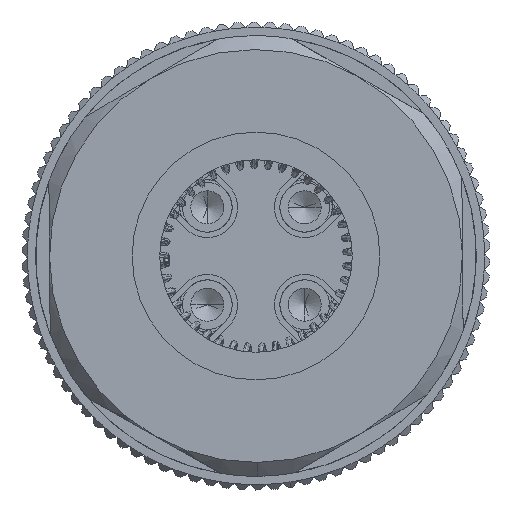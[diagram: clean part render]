
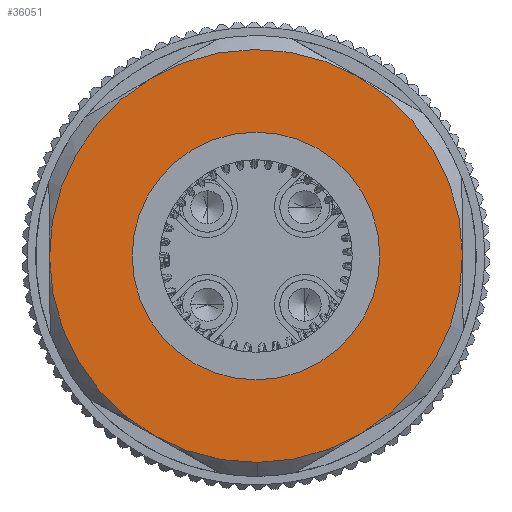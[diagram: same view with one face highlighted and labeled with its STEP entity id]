
A CAD part, left-side view. The second image highlights one B-rep face of the part: STEP entity #36051.
In plain terms, the highlighted planar face has unit normal (-1, 0, 0).
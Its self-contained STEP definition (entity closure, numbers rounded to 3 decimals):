
#506 = ORIENTED_EDGE ( 'NONE', *, *, #6338, .T. ) ;
#2121 = DIRECTION ( 'NONE',  ( 0., 0., -1. ) ) ;
#3225 = DIRECTION ( 'NONE',  ( -1., 0., 0. ) ) ;
#4667 = CIRCLE ( 'NONE', #36681, 4.5 ) ;
#5255 = CIRCLE ( 'NONE', #50580, 7.5 ) ;
#5839 = AXIS2_PLACEMENT_3D ( 'NONE', #58251, #52407, #51139 ) ;
#6166 = DIRECTION ( 'NONE',  ( 0., 0., 1. ) ) ;
#6338 = EDGE_CURVE ( 'NONE', #13362, #82224, #30887, .T. ) ;
#6965 = AXIS2_PLACEMENT_3D ( 'NONE', #12127, #38845, #71077 ) ;
#8130 = EDGE_CURVE ( 'NONE', #72573, #16978, #70758, .T. ) ;
#8286 = CARTESIAN_POINT ( 'NONE',  ( 0., 0., -4.5 ) ) ;
#12127 = CARTESIAN_POINT ( 'NONE',  ( 0., 0., 0. ) ) ;
#12329 = ORIENTED_EDGE ( 'NONE', *, *, #56266, .F. ) ;
#13362 = VERTEX_POINT ( 'NONE', #22498 ) ;
#13852 = DIRECTION ( 'NONE',  ( -1., 0., 0. ) ) ;
#16978 = VERTEX_POINT ( 'NONE', #8286 ) ;
#18787 = CARTESIAN_POINT ( 'NONE',  ( 0., 0., 0. ) ) ;
#20497 = EDGE_LOOP ( 'NONE', ( #25677, #26911, #506, #63512, #32654, #29067, #62637 ) ) ;
#22498 = CARTESIAN_POINT ( 'NONE',  ( 0., 0., -7.5 ) ) ;
#22850 = DIRECTION ( 'NONE',  ( 0., 0., -1. ) ) ;
#22939 = AXIS2_PLACEMENT_3D ( 'NONE', #25138, #13852, #25974 ) ;
#24243 = DIRECTION ( 'NONE',  ( -1., 0., 0. ) ) ;
#25138 = CARTESIAN_POINT ( 'NONE',  ( 0., 0., 0. ) ) ;
#25677 = ORIENTED_EDGE ( 'NONE', *, *, #65478, .T. ) ;
#25974 = DIRECTION ( 'NONE',  ( 0., 0., -1. ) ) ;
#26911 = ORIENTED_EDGE ( 'NONE', *, *, #81260, .T. ) ;
#28934 = EDGE_LOOP ( 'NONE', ( #71079, #12329 ) ) ;
#29067 = ORIENTED_EDGE ( 'NONE', *, *, #51891, .T. ) ;
#29720 = CIRCLE ( 'NONE', #6965, 7.5 ) ;
#30887 = CIRCLE ( 'NONE', #22939, 7.5 ) ;
#31153 = CIRCLE ( 'NONE', #33854, 7.5 ) ;
#32654 = ORIENTED_EDGE ( 'NONE', *, *, #37740, .T. ) ;
#32931 = VERTEX_POINT ( 'NONE', #79644 ) ;
#33003 = DIRECTION ( 'NONE',  ( -1., 0., 0. ) ) ;
#33434 = DIRECTION ( 'NONE',  ( 0., 0., -1. ) ) ;
#33576 = FACE_OUTER_BOUND ( 'NONE', #20497, .T. ) ;
#33854 = AXIS2_PLACEMENT_3D ( 'NONE', #81481, #24243, #73197 ) ;
#34714 = AXIS2_PLACEMENT_3D ( 'NONE', #18787, #63536, #71065 ) ;
#36051 = ADVANCED_FACE ( 'NONE', ( #33576, #71654 ), #57414, .F. ) ;
#36066 = CIRCLE ( 'NONE', #66764, 7.5 ) ;
#36317 = CARTESIAN_POINT ( 'NONE',  ( 0., 0., 4.5 ) ) ;
#36592 = CIRCLE ( 'NONE', #54001, 7.5 ) ;
#36681 = AXIS2_PLACEMENT_3D ( 'NONE', #38326, #63450, #6166 ) ;
#37740 = EDGE_CURVE ( 'NONE', #39482, #32931, #5255, .T. ) ;
#38326 = CARTESIAN_POINT ( 'NONE',  ( 0., 0., 0. ) ) ;
#38845 = DIRECTION ( 'NONE',  ( -1., 0., 0. ) ) ;
#39482 = VERTEX_POINT ( 'NONE', #58840 ) ;
#41152 = CARTESIAN_POINT ( 'NONE',  ( 0., 0., 0. ) ) ;
#41573 = DIRECTION ( 'NONE',  ( 0., 0., -1. ) ) ;
#44405 = VERTEX_POINT ( 'NONE', #80932 ) ;
#46404 = AXIS2_PLACEMENT_3D ( 'NONE', #41152, #73383, #41573 ) ;
#48681 = CARTESIAN_POINT ( 'NONE',  ( 0., -3.75, -6.495 ) ) ;
#50580 = AXIS2_PLACEMENT_3D ( 'NONE', #80090, #3225, #22850 ) ;
#51139 = DIRECTION ( 'NONE',  ( 0., 0., -1. ) ) ;
#51891 = EDGE_CURVE ( 'NONE', #32931, #44405, #29720, .T. ) ;
#52407 = DIRECTION ( 'NONE',  ( 1., 0., 0. ) ) ;
#54001 = AXIS2_PLACEMENT_3D ( 'NONE', #59388, #67300, #2121 ) ;
#56266 = EDGE_CURVE ( 'NONE', #16978, #72573, #4667, .T. ) ;
#57414 = PLANE ( 'NONE',  #5839 ) ;
#58251 = CARTESIAN_POINT ( 'NONE',  ( 0., 4.5, 0. ) ) ;
#58840 = CARTESIAN_POINT ( 'NONE',  ( 0., -7.5, 0. ) ) ;
#59388 = CARTESIAN_POINT ( 'NONE',  ( 0., 0., 0. ) ) ;
#61112 = CIRCLE ( 'NONE', #46404, 7.5 ) ;
#62637 = ORIENTED_EDGE ( 'NONE', *, *, #75481, .T. ) ;
#63450 = DIRECTION ( 'NONE',  ( -1., 0., 0. ) ) ;
#63512 = ORIENTED_EDGE ( 'NONE', *, *, #63946, .T. ) ;
#63536 = DIRECTION ( 'NONE',  ( -1., 0., 0. ) ) ;
#63946 = EDGE_CURVE ( 'NONE', #82224, #39482, #31153, .T. ) ;
#65478 = EDGE_CURVE ( 'NONE', #68563, #70151, #36592, .T. ) ;
#66764 = AXIS2_PLACEMENT_3D ( 'NONE', #78169, #33003, #33434 ) ;
#67300 = DIRECTION ( 'NONE',  ( -1., 0., 0. ) ) ;
#68563 = VERTEX_POINT ( 'NONE', #74584 ) ;
#70151 = VERTEX_POINT ( 'NONE', #75194 ) ;
#70758 = CIRCLE ( 'NONE', #34714, 4.5 ) ;
#71065 = DIRECTION ( 'NONE',  ( 0., 0., 1. ) ) ;
#71077 = DIRECTION ( 'NONE',  ( 0., 0., -1. ) ) ;
#71079 = ORIENTED_EDGE ( 'NONE', *, *, #8130, .F. ) ;
#71654 = FACE_BOUND ( 'NONE', #28934, .T. ) ;
#72573 = VERTEX_POINT ( 'NONE', #36317 ) ;
#73197 = DIRECTION ( 'NONE',  ( 0., 0., -1. ) ) ;
#73383 = DIRECTION ( 'NONE',  ( -1., 0., 0. ) ) ;
#74584 = CARTESIAN_POINT ( 'NONE',  ( 0., 7.5, 0. ) ) ;
#75194 = CARTESIAN_POINT ( 'NONE',  ( 0., 3.75, -6.495 ) ) ;
#75481 = EDGE_CURVE ( 'NONE', #44405, #68563, #61112, .T. ) ;
#78169 = CARTESIAN_POINT ( 'NONE',  ( 0., 0., 0. ) ) ;
#79644 = CARTESIAN_POINT ( 'NONE',  ( 0., -3.75, 6.495 ) ) ;
#80090 = CARTESIAN_POINT ( 'NONE',  ( 0., 0., 0. ) ) ;
#80932 = CARTESIAN_POINT ( 'NONE',  ( 0., 3.75, 6.495 ) ) ;
#81260 = EDGE_CURVE ( 'NONE', #70151, #13362, #36066, .T. ) ;
#81481 = CARTESIAN_POINT ( 'NONE',  ( 0., 0., 0. ) ) ;
#82224 = VERTEX_POINT ( 'NONE', #48681 ) ;
